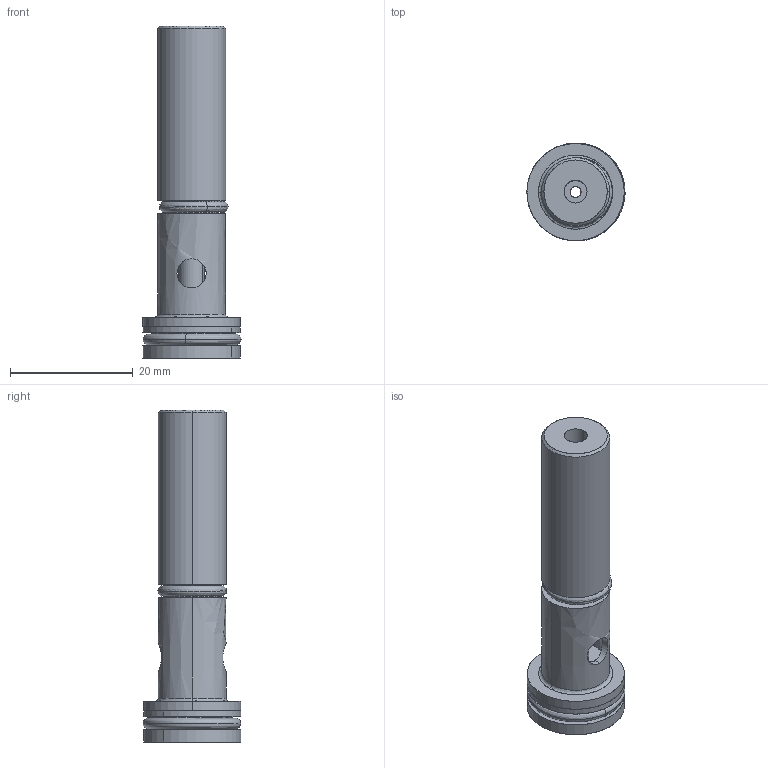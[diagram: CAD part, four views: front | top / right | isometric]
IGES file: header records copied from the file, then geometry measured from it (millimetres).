
Start section: SolidWorks IGES file using analytic representation for surfaces
Global section: file name: IAV-147.IGS; native system: SolidWorks 2008; preprocessor: SolidWorks 2008; author: Lee; date: 090716.130926; units: inch
Bounding box: 15.99 x 15.97 x 54.1 mm (x, y, z)
Surface area: 4387.9 mm2 (no closed solid volume)
Topology: 0 solids, 0 shells, 66 faces, 1248 edges, 1248 vertices
Faces by surface type: bspline 34, revolution 32
